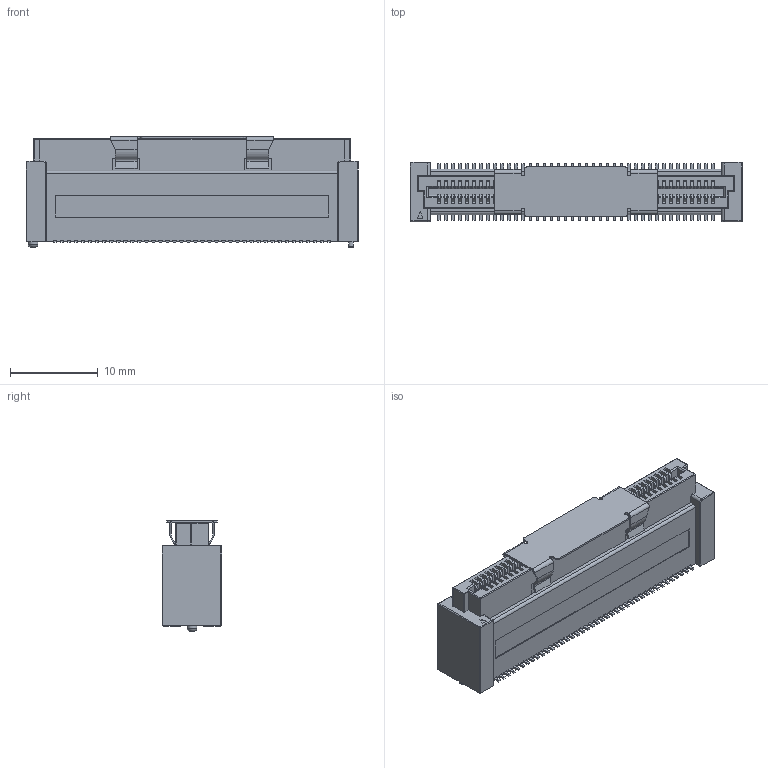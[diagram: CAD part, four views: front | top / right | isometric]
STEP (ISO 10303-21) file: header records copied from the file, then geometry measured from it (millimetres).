
FILE_DESCRIPTION(/* description */ ('Unknown'),/* implementation_level */ '2;1');
FILE_NAME(/* name */ '658801103080',/* time_stamp */ '2018-10-10T16:51:26+02:00',/* author */ ('Unknown'),/* organization */ ('Unknown'),/* preprocessor_version */ 'ST-DEVELOPER v16.7',/* originating_system */ 'DEX',/* authorisation */ $);
FILE_SCHEMA (('AUTOMOTIVE_DESIGN {1 0 10303 214 3 1 1}'));
Products named in the file (4): 658801103xxx; 658801103xxx_Pin; Large Cap; 658801103080_Housing
Assembly tree (82 placements, depth 2):
  658801103xxx
    658801103xxx_Pin  x80
    Large Cap
    658801103080_Housing
Bounding box: 37.8 x 6.8 x 12.55 mm (x, y, z)
Volume: 1387.8 mm3; surface area: 5536 mm2
Topology: 82 solids, 82 shells, 6781 faces, 18811 edges, 12037 vertices
Faces by surface type: plane 4621, cylinder 1506, bspline 640, torus 7, sphere 7
Full cylindrical faces by diameter (mm): 1.1 x1
Entity records: 97065 total; most frequent: CARTESIAN_POINT 17489, ORIENTED_EDGE 17380, DIRECTION 15756, EDGE_CURVE 8690, LINE 7396, VECTOR 7396, VERTEX_POINT 5717, AXIS2_PLACEMENT_3D 4180
